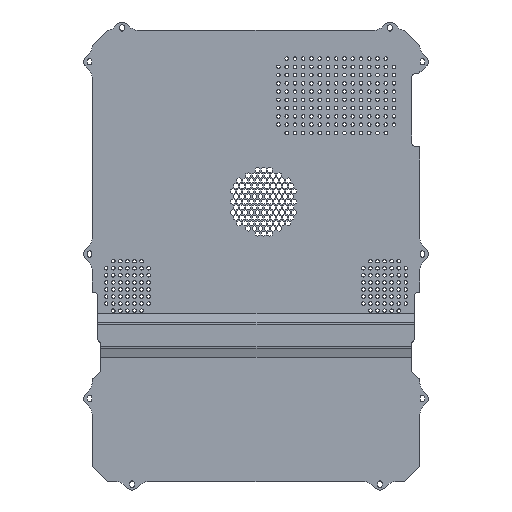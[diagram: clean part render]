
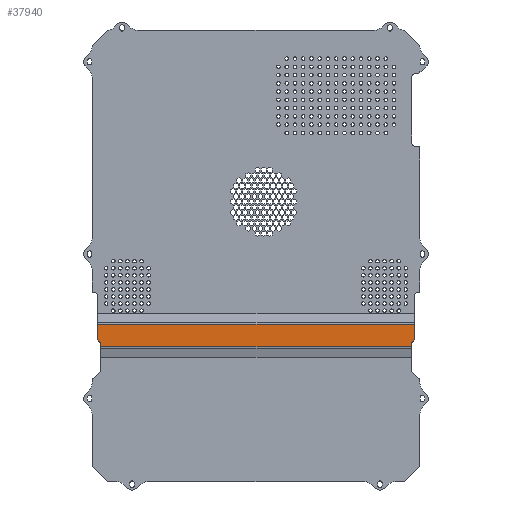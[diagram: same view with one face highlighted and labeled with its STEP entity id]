
A CAD part, left-side view. The second image highlights one B-rep face of the part: STEP entity #37940.
In plain terms, the highlighted planar face has unit normal (-1, 0, 0).
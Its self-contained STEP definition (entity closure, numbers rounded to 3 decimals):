
#449 = CARTESIAN_POINT ( 'NONE',  ( -3.5, 270.5, -267. ) ) ;
#3612 = DIRECTION ( 'NONE',  ( 0., 0., 1. ) ) ;
#3623 = CARTESIAN_POINT ( 'NONE',  ( -3.5, 273., -261.601 ) ) ;
#4234 = VECTOR ( 'NONE', #36975, 1000. ) ;
#4244 = DIRECTION ( 'NONE',  ( 0., -1., 0. ) ) ;
#4500 = CARTESIAN_POINT ( 'NONE',  ( -3.5, 6.025, -264.075 ) ) ;
#4633 = CARTESIAN_POINT ( 'NONE',  ( -3.5, 7.5, -267. ) ) ;
#4694 = DIRECTION ( 'NONE',  ( 0., 0., -1. ) ) ;
#5078 = CARTESIAN_POINT ( 'NONE',  ( -3.5, 7.5, -267. ) ) ;
#5129 = VERTEX_POINT ( 'NONE', #5078 ) ;
#5166 = DIRECTION ( 'NONE',  ( 1., 0., 0. ) ) ;
#5324 = DIRECTION ( 'NONE',  ( 0., 0., -1. ) ) ;
#5327 = LINE ( 'NONE', #6032, #16005 ) ;
#5959 = EDGE_CURVE ( 'NONE', #34723, #18949, #25644, .T. ) ;
#6017 = DIRECTION ( 'NONE',  ( 0., 0., 1. ) ) ;
#6022 = EDGE_LOOP ( 'NONE', ( #19128, #35337, #13265, #37087, #12181, #12094, #21696, #10249, #15145, #27284, #45087, #38294 ) ) ;
#6032 = CARTESIAN_POINT ( 'NONE',  ( -3.5, 278., -268.292 ) ) ;
#6722 = CARTESIAN_POINT ( 'NONE',  ( -3.5, 4., -267. ) ) ;
#8372 = CARTESIAN_POINT ( 'NONE',  ( -3.5, 6.475, -264.525 ) ) ;
#8716 = EDGE_CURVE ( 'NONE', #29701, #27391, #26397, .T. ) ;
#8803 = DIRECTION ( 'NONE',  ( 0., 0., -1. ) ) ;
#8872 = CARTESIAN_POINT ( 'NONE',  ( -3.5, 8.5, -261.601 ) ) ;
#9328 = DIRECTION ( 'NONE',  ( 0., -1., 0. ) ) ;
#9718 = VERTEX_POINT ( 'NONE', #33581 ) ;
#10249 = ORIENTED_EDGE ( 'NONE', *, *, #15784, .F. ) ;
#10724 = AXIS2_PLACEMENT_3D ( 'NONE', #29589, #15739, #4694 ) ;
#10731 = VERTEX_POINT ( 'NONE', #34696 ) ;
#10873 = VECTOR ( 'NONE', #3612, 1000. ) ;
#11081 = LINE ( 'NONE', #36196, #46451 ) ;
#11128 = CARTESIAN_POINT ( 'NONE',  ( -3.5, 270.5, -267. ) ) ;
#11994 = FACE_OUTER_BOUND ( 'NONE', #6022, .T. ) ;
#12025 = DIRECTION ( 'NONE',  ( 0., 0.707, -0.707 ) ) ;
#12094 = ORIENTED_EDGE ( 'NONE', *, *, #28214, .F. ) ;
#12181 = ORIENTED_EDGE ( 'NONE', *, *, #43038, .F. ) ;
#12220 = CARTESIAN_POINT ( 'NONE',  ( -3.5, 278., -268.292 ) ) ;
#12247 = AXIS2_PLACEMENT_3D ( 'NONE', #8872, #23422, #37068 ) ;
#12308 = VERTEX_POINT ( 'NONE', #449 ) ;
#12995 = CIRCLE ( 'NONE', #12247, 3.5 ) ;
#13265 = ORIENTED_EDGE ( 'NONE', *, *, #19004, .F. ) ;
#13349 = EDGE_CURVE ( 'NONE', #27391, #38528, #34005, .T. ) ;
#15145 = ORIENTED_EDGE ( 'NONE', *, *, #13349, .F. ) ;
#15739 = DIRECTION ( 'NONE',  ( -1., 0., 0. ) ) ;
#15784 = EDGE_CURVE ( 'NONE', #38528, #9718, #16810, .T. ) ;
#16005 = VECTOR ( 'NONE', #9328, 1000. ) ;
#16237 = DIRECTION ( 'NONE',  ( 1., 0., 0. ) ) ;
#16810 = LINE ( 'NONE', #42412, #27715 ) ;
#16928 = CARTESIAN_POINT ( 'NONE',  ( -3.5, 269.5, -261.601 ) ) ;
#18949 = VERTEX_POINT ( 'NONE', #8372 ) ;
#19004 = EDGE_CURVE ( 'NONE', #18949, #5129, #19944, .T. ) ;
#19128 = ORIENTED_EDGE ( 'NONE', *, *, #21906, .T. ) ;
#19731 = VERTEX_POINT ( 'NONE', #29870 ) ;
#19744 = DIRECTION ( 'NONE',  ( 0., 0., -1. ) ) ;
#19944 = CIRCLE ( 'NONE', #34210, 3.5 ) ;
#21040 = DIRECTION ( 'NONE',  ( -1., 0., 0. ) ) ;
#21454 = EDGE_CURVE ( 'NONE', #12308, #29701, #34722, .T. ) ;
#21696 = ORIENTED_EDGE ( 'NONE', *, *, #32644, .F. ) ;
#21906 = EDGE_CURVE ( 'NONE', #46231, #19731, #5327, .T. ) ;
#22314 = PLANE ( 'NONE',  #23702 ) ;
#23422 = DIRECTION ( 'NONE',  ( 1., 0., 0. ) ) ;
#23683 = EDGE_CURVE ( 'NONE', #5129, #19731, #37516, .T. ) ;
#23702 = AXIS2_PLACEMENT_3D ( 'NONE', #12220, #5166, #26544 ) ;
#24281 = VECTOR ( 'NONE', #5324, 1000. ) ;
#24850 = VERTEX_POINT ( 'NONE', #35272 ) ;
#25644 = LINE ( 'NONE', #4500, #42168 ) ;
#26397 = LINE ( 'NONE', #46483, #4234 ) ;
#26544 = DIRECTION ( 'NONE',  ( 0., 0., -1. ) ) ;
#27284 = ORIENTED_EDGE ( 'NONE', *, *, #8716, .F. ) ;
#27391 = VERTEX_POINT ( 'NONE', #44176 ) ;
#27715 = VECTOR ( 'NONE', #45476, 1000. ) ;
#28214 = EDGE_CURVE ( 'NONE', #24850, #10731, #33477, .T. ) ;
#29014 = VECTOR ( 'NONE', #8803, 1000. ) ;
#29589 = CARTESIAN_POINT ( 'NONE',  ( -3.5, 274., -267. ) ) ;
#29701 = VERTEX_POINT ( 'NONE', #36033 ) ;
#29870 = CARTESIAN_POINT ( 'NONE',  ( -3.5, 7.5, -268.292 ) ) ;
#30403 = CARTESIAN_POINT ( 'NONE',  ( -3.5, 6.025, -264.075 ) ) ;
#32114 = CARTESIAN_POINT ( 'NONE',  ( -3.5, 270.5, -268.292 ) ) ;
#32644 = EDGE_CURVE ( 'NONE', #9718, #24850, #11081, .T. ) ;
#33477 = LINE ( 'NONE', #40759, #29014 ) ;
#33581 = CARTESIAN_POINT ( 'NONE',  ( -3.5, 273., -249.208 ) ) ;
#34005 = CIRCLE ( 'NONE', #41497, 3.5 ) ;
#34210 = AXIS2_PLACEMENT_3D ( 'NONE', #6722, #21040, #6017 ) ;
#34696 = CARTESIAN_POINT ( 'NONE',  ( -3.5, 5., -261.601 ) ) ;
#34722 = CIRCLE ( 'NONE', #10724, 3.5 ) ;
#34723 = VERTEX_POINT ( 'NONE', #30403 ) ;
#35272 = CARTESIAN_POINT ( 'NONE',  ( -3.5, 5., -249.208 ) ) ;
#35337 = ORIENTED_EDGE ( 'NONE', *, *, #23683, .F. ) ;
#36033 = CARTESIAN_POINT ( 'NONE',  ( -3.5, 271.525, -264.525 ) ) ;
#36196 = CARTESIAN_POINT ( 'NONE',  ( -3.5, 278., -249.208 ) ) ;
#36975 = DIRECTION ( 'NONE',  ( 0., 0.707, 0.707 ) ) ;
#37068 = DIRECTION ( 'NONE',  ( 0., 0., 1. ) ) ;
#37087 = ORIENTED_EDGE ( 'NONE', *, *, #5959, .F. ) ;
#37315 = EDGE_CURVE ( 'NONE', #46231, #12308, #46147, .T. ) ;
#37516 = LINE ( 'NONE', #4633, #24281 ) ;
#37940 = ADVANCED_FACE ( 'NONE', ( #11994 ), #22314, .F. ) ;
#38294 = ORIENTED_EDGE ( 'NONE', *, *, #37315, .F. ) ;
#38528 = VERTEX_POINT ( 'NONE', #3623 ) ;
#40759 = CARTESIAN_POINT ( 'NONE',  ( -3.5, 5., -225.75 ) ) ;
#41497 = AXIS2_PLACEMENT_3D ( 'NONE', #16928, #16237, #19744 ) ;
#42168 = VECTOR ( 'NONE', #12025, 1000. ) ;
#42412 = CARTESIAN_POINT ( 'NONE',  ( -3.5, 273., -225.75 ) ) ;
#43038 = EDGE_CURVE ( 'NONE', #10731, #34723, #12995, .T. ) ;
#44176 = CARTESIAN_POINT ( 'NONE',  ( -3.5, 271.975, -264.075 ) ) ;
#45087 = ORIENTED_EDGE ( 'NONE', *, *, #21454, .F. ) ;
#45476 = DIRECTION ( 'NONE',  ( 0., 0., 1. ) ) ;
#46147 = LINE ( 'NONE', #11128, #10873 ) ;
#46231 = VERTEX_POINT ( 'NONE', #32114 ) ;
#46451 = VECTOR ( 'NONE', #4244, 1000. ) ;
#46483 = CARTESIAN_POINT ( 'NONE',  ( -3.5, 271.975, -264.075 ) ) ;
